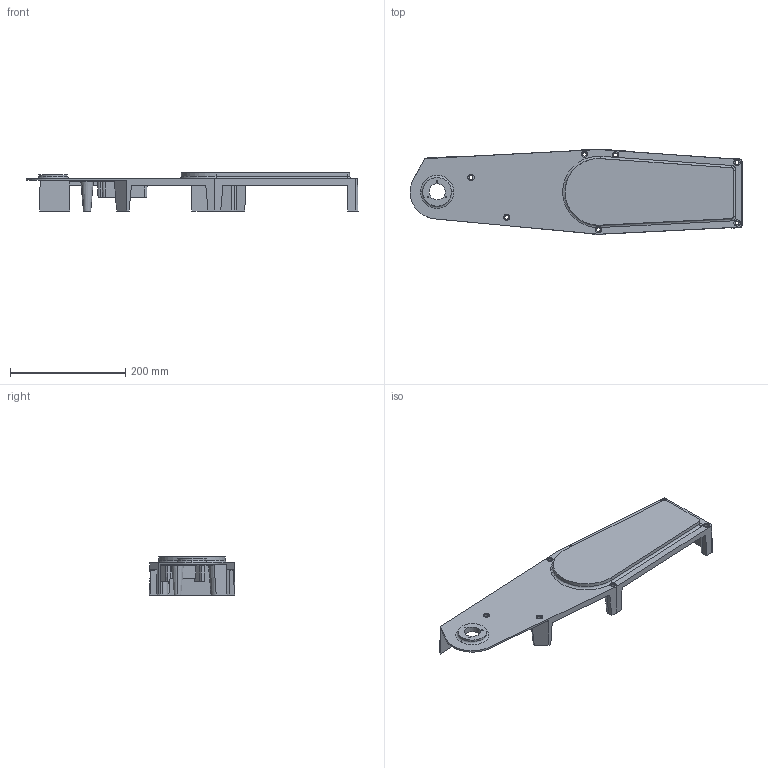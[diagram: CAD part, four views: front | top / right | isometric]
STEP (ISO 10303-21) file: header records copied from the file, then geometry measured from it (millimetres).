
FILE_DESCRIPTION (( 'STEP AP203' ), '1' );
FILE_NAME ('BrasDroit_Défaut_sldprt.STEP', '2017-12-12T20:31:44', ( '' ), ( '' ), 'SwSTEP 2.0', 'SolidWorks 2016', '' );
FILE_SCHEMA (( 'CONFIG_CONTROL_DESIGN' ));
Length unit declared in the file: millimetre
Products named in the file (1): BrasDroit_Défaut_sldprt
Bounding box: 576.57 x 148.84 x 66 mm (x, y, z)
Volume: 762425.2 mm3; surface area: 229375.9 mm2
Topology: 1 solids, 1 shells, 223 faces, 558 edges, 345 vertices
Faces by surface type: cylinder 94, plane 67, cone 31, torus 20, sphere 9, bspline 2
Entity records: 6813 total; most frequent: CARTESIAN_POINT 1352, DIRECTION 1178, ORIENTED_EDGE 1100, EDGE_CURVE 550, AXIS2_PLACEMENT_3D 453, VERTEX_POINT 345, VECTOR 272, LINE 272
